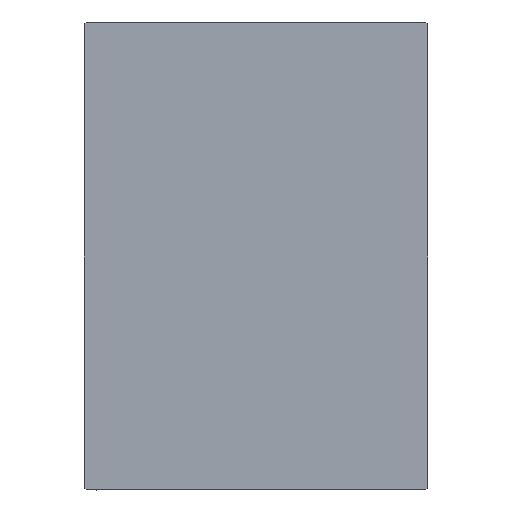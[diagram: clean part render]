
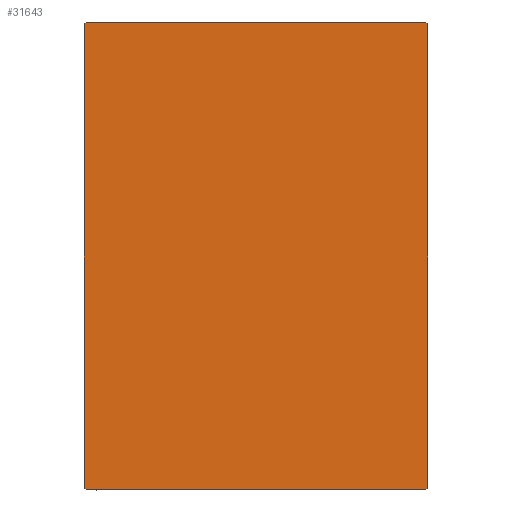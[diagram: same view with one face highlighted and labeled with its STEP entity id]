
A CAD part, left-side view. The second image highlights one B-rep face of the part: STEP entity #31643.
In plain terms, the highlighted face is planar.
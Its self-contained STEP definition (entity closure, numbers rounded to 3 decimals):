
#757 = EDGE_CURVE ( 'NONE', #42686, #2874, #33669, .T. ) ;
#1026 = VERTEX_POINT ( 'NONE', #29381 ) ;
#1328 = LINE ( 'NONE', #3775, #43422 ) ;
#2656 = EDGE_LOOP ( 'NONE', ( #11817, #31985, #14264, #42553, #41740, #5476, #38386, #14022 ) ) ;
#2874 = VERTEX_POINT ( 'NONE', #5895 ) ;
#3058 = DIRECTION ( 'NONE',  ( 0., 0.707, 0.707 ) ) ;
#3089 = CARTESIAN_POINT ( 'NONE',  ( 130., -27.5, -37.2 ) ) ;
#3185 = LINE ( 'NONE', #5848, #8695 ) ;
#3376 = CARTESIAN_POINT ( 'NONE',  ( 130., -32.35, 32.35 ) ) ;
#3775 = CARTESIAN_POINT ( 'NONE',  ( 130., 27.5, 37.5 ) ) ;
#4285 = DIRECTION ( 'NONE',  ( 0., 1., 0. ) ) ;
#4896 = EDGE_CURVE ( 'NONE', #30227, #14689, #30178, .T. ) ;
#4997 = EDGE_CURVE ( 'NONE', #26424, #15005, #27955, .T. ) ;
#5476 = ORIENTED_EDGE ( 'NONE', *, *, #757, .T. ) ;
#5848 = CARTESIAN_POINT ( 'NONE',  ( 130., -32.35, -32.35 ) ) ;
#5895 = CARTESIAN_POINT ( 'NONE',  ( 130., -27.5, 37.2 ) ) ;
#7483 = FACE_OUTER_BOUND ( 'NONE', #2656, .T. ) ;
#8695 = VECTOR ( 'NONE', #19549, 1000. ) ;
#10144 = DIRECTION ( 'NONE',  ( 0., 0., -1. ) ) ;
#10587 = PLANE ( 'NONE',  #16473 ) ;
#10724 = CARTESIAN_POINT ( 'NONE',  ( 130., 27.2, -37.5 ) ) ;
#10966 = CARTESIAN_POINT ( 'NONE',  ( 130., -27.2, 37.5 ) ) ;
#11728 = DIRECTION ( 'NONE',  ( 0., -1., 0. ) ) ;
#11817 = ORIENTED_EDGE ( 'NONE', *, *, #4997, .T. ) ;
#12517 = EDGE_CURVE ( 'NONE', #2874, #27785, #23192, .T. ) ;
#13917 = DIRECTION ( 'NONE',  ( 1., 0., 0. ) ) ;
#14022 = ORIENTED_EDGE ( 'NONE', *, *, #26465, .T. ) ;
#14264 = ORIENTED_EDGE ( 'NONE', *, *, #24977, .T. ) ;
#14689 = VERTEX_POINT ( 'NONE', #37784 ) ;
#15005 = VERTEX_POINT ( 'NONE', #10724 ) ;
#15715 = VECTOR ( 'NONE', #39077, 1000. ) ;
#16473 = AXIS2_PLACEMENT_3D ( 'NONE', #37319, #13917, #27392 ) ;
#16562 = CARTESIAN_POINT ( 'NONE',  ( 130., 32.35, -32.35 ) ) ;
#16701 = CARTESIAN_POINT ( 'NONE',  ( 130., 32.35, 32.35 ) ) ;
#19383 = EDGE_CURVE ( 'NONE', #15005, #1026, #40179, .T. ) ;
#19549 = DIRECTION ( 'NONE',  ( 0., 0.707, -0.707 ) ) ;
#19866 = CARTESIAN_POINT ( 'NONE',  ( 130., -27.5, 37.5 ) ) ;
#23192 = LINE ( 'NONE', #19866, #29825 ) ;
#24099 = VECTOR ( 'NONE', #4285, 1000. ) ;
#24977 = EDGE_CURVE ( 'NONE', #1026, #30227, #32236, .T. ) ;
#25615 = CARTESIAN_POINT ( 'NONE',  ( 130., 27.5, -37.5 ) ) ;
#26424 = VERTEX_POINT ( 'NONE', #36128 ) ;
#26465 = EDGE_CURVE ( 'NONE', #27785, #26424, #3185, .T. ) ;
#27392 = DIRECTION ( 'NONE',  ( 0., 0., -1. ) ) ;
#27785 = VERTEX_POINT ( 'NONE', #3089 ) ;
#27955 = LINE ( 'NONE', #37890, #24099 ) ;
#29381 = CARTESIAN_POINT ( 'NONE',  ( 130., 27.5, -37.2 ) ) ;
#29825 = VECTOR ( 'NONE', #10144, 1000. ) ;
#30178 = LINE ( 'NONE', #16701, #43119 ) ;
#30227 = VERTEX_POINT ( 'NONE', #37629 ) ;
#30351 = DIRECTION ( 'NONE',  ( 0., -0.707, -0.707 ) ) ;
#31643 = ADVANCED_FACE ( 'NONE', ( #7483 ), #10587, .T. ) ;
#31985 = ORIENTED_EDGE ( 'NONE', *, *, #19383, .T. ) ;
#32236 = LINE ( 'NONE', #25615, #15715 ) ;
#33669 = LINE ( 'NONE', #3376, #36004 ) ;
#33914 = VECTOR ( 'NONE', #3058, 1000. ) ;
#36004 = VECTOR ( 'NONE', #30351, 1000. ) ;
#36128 = CARTESIAN_POINT ( 'NONE',  ( 130., -27.2, -37.5 ) ) ;
#37319 = CARTESIAN_POINT ( 'NONE',  ( 130., 0., 0. ) ) ;
#37580 = EDGE_CURVE ( 'NONE', #14689, #42686, #1328, .T. ) ;
#37629 = CARTESIAN_POINT ( 'NONE',  ( 130., 27.5, 37.2 ) ) ;
#37784 = CARTESIAN_POINT ( 'NONE',  ( 130., 27.2, 37.5 ) ) ;
#37890 = CARTESIAN_POINT ( 'NONE',  ( 130., -27.5, -37.5 ) ) ;
#38386 = ORIENTED_EDGE ( 'NONE', *, *, #12517, .T. ) ;
#39077 = DIRECTION ( 'NONE',  ( 0., 0., 1. ) ) ;
#40179 = LINE ( 'NONE', #16562, #33914 ) ;
#41740 = ORIENTED_EDGE ( 'NONE', *, *, #37580, .T. ) ;
#42553 = ORIENTED_EDGE ( 'NONE', *, *, #4896, .T. ) ;
#42686 = VERTEX_POINT ( 'NONE', #10966 ) ;
#43119 = VECTOR ( 'NONE', #43635, 1000. ) ;
#43422 = VECTOR ( 'NONE', #11728, 1000. ) ;
#43635 = DIRECTION ( 'NONE',  ( 0., -0.707, 0.707 ) ) ;
